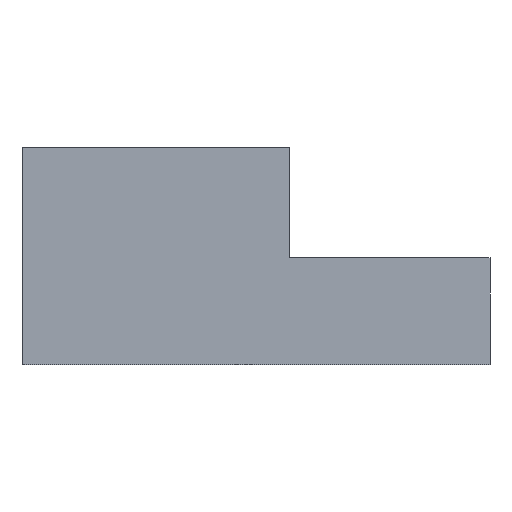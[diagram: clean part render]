
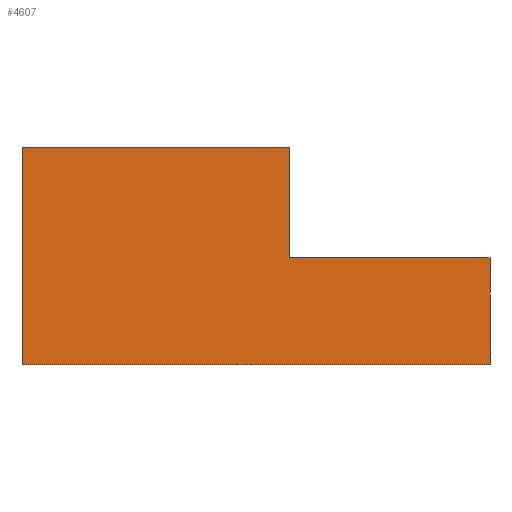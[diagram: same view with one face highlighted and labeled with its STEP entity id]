
A CAD part, left-side view. The second image highlights one B-rep face of the part: STEP entity #4607.
In plain terms, the highlighted planar face has unit normal (-1, 0, 0).
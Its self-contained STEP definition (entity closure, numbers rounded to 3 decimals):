
#85 = ORIENTED_EDGE ( 'NONE', *, *, #311, .T. ) ;
#90 = DIRECTION ( 'NONE',  ( 0., 1., 0. ) ) ;
#125 = LINE ( 'NONE', #2626, #3715 ) ;
#311 = EDGE_CURVE ( 'NONE', #2715, #3547, #4009, .T. ) ;
#348 = CARTESIAN_POINT ( 'NONE',  ( -12.5, 4., 0. ) ) ;
#378 = ORIENTED_EDGE ( 'NONE', *, *, #3152, .F. ) ;
#450 = CARTESIAN_POINT ( 'NONE',  ( -12.5, -4., 3.2 ) ) ;
#475 = DIRECTION ( 'NONE',  ( 0., -1., 0. ) ) ;
#603 = CARTESIAN_POINT ( 'NONE',  ( -12.5, -4., 6.5 ) ) ;
#613 = VECTOR ( 'NONE', #3982, 1000. ) ;
#759 = DIRECTION ( 'NONE',  ( 0., 0., -1. ) ) ;
#779 = LINE ( 'NONE', #348, #4823 ) ;
#900 = LINE ( 'NONE', #4404, #2967 ) ;
#984 = ORIENTED_EDGE ( 'NONE', *, *, #1223, .T. ) ;
#1035 = ORIENTED_EDGE ( 'NONE', *, *, #4565, .T. ) ;
#1075 = CARTESIAN_POINT ( 'NONE',  ( -12.5, -4., 6.5 ) ) ;
#1223 = EDGE_CURVE ( 'NONE', #1335, #2005, #125, .T. ) ;
#1275 = CARTESIAN_POINT ( 'NONE',  ( -12.5, -10., 0. ) ) ;
#1335 = VERTEX_POINT ( 'NONE', #4866 ) ;
#1450 = EDGE_CURVE ( 'NONE', #4164, #1816, #900, .T. ) ;
#1786 = CARTESIAN_POINT ( 'NONE',  ( -12.5, 0., 0. ) ) ;
#1798 = EDGE_CURVE ( 'NONE', #2005, #2715, #2652, .T. ) ;
#1810 = CARTESIAN_POINT ( 'NONE',  ( -12.5, 4., 6.5 ) ) ;
#1816 = VERTEX_POINT ( 'NONE', #4587 ) ;
#1900 = ORIENTED_EDGE ( 'NONE', *, *, #1798, .T. ) ;
#2005 = VERTEX_POINT ( 'NONE', #450 ) ;
#2221 = EDGE_LOOP ( 'NONE', ( #5206, #378, #984, #1900, #85, #1035 ) ) ;
#2626 = CARTESIAN_POINT ( 'NONE',  ( -12.5, -10., 3.2 ) ) ;
#2637 = VECTOR ( 'NONE', #90, 1000. ) ;
#2652 = LINE ( 'NONE', #603, #613 ) ;
#2715 = VERTEX_POINT ( 'NONE', #1075 ) ;
#2967 = VECTOR ( 'NONE', #475, 1000. ) ;
#3152 = EDGE_CURVE ( 'NONE', #1335, #1816, #5216, .T. ) ;
#3353 = DIRECTION ( 'NONE',  ( 0., 0., -1. ) ) ;
#3547 = VERTEX_POINT ( 'NONE', #1810 ) ;
#3554 = PLANE ( 'NONE',  #5560 ) ;
#3715 = VECTOR ( 'NONE', #4822, 1000. ) ;
#3982 = DIRECTION ( 'NONE',  ( 0., 0., 1. ) ) ;
#4009 = LINE ( 'NONE', #4098, #2637 ) ;
#4021 = DIRECTION ( 'NONE',  ( 0., 0., -1. ) ) ;
#4098 = CARTESIAN_POINT ( 'NONE',  ( -12.5, 4., 6.5 ) ) ;
#4164 = VERTEX_POINT ( 'NONE', #4261 ) ;
#4261 = CARTESIAN_POINT ( 'NONE',  ( -12.5, 4., 0. ) ) ;
#4385 = VECTOR ( 'NONE', #759, 1000. ) ;
#4399 = DIRECTION ( 'NONE',  ( 1., 0., 0. ) ) ;
#4404 = CARTESIAN_POINT ( 'NONE',  ( -12.5, -4., 0. ) ) ;
#4565 = EDGE_CURVE ( 'NONE', #3547, #4164, #779, .T. ) ;
#4587 = CARTESIAN_POINT ( 'NONE',  ( -12.5, -10., 0. ) ) ;
#4607 = ADVANCED_FACE ( 'NONE', ( #4860 ), #3554, .F. ) ;
#4822 = DIRECTION ( 'NONE',  ( 0., 1., 0. ) ) ;
#4823 = VECTOR ( 'NONE', #3353, 1000. ) ;
#4860 = FACE_OUTER_BOUND ( 'NONE', #2221, .T. ) ;
#4866 = CARTESIAN_POINT ( 'NONE',  ( -12.5, -10., 3.2 ) ) ;
#5206 = ORIENTED_EDGE ( 'NONE', *, *, #1450, .T. ) ;
#5216 = LINE ( 'NONE', #1275, #4385 ) ;
#5560 = AXIS2_PLACEMENT_3D ( 'NONE', #1786, #4399, #4021 ) ;
